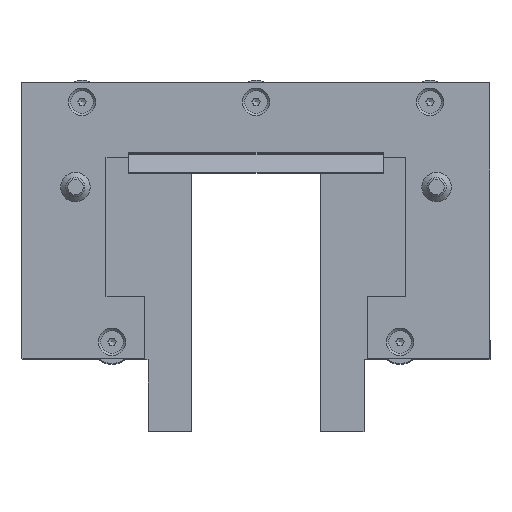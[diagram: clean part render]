
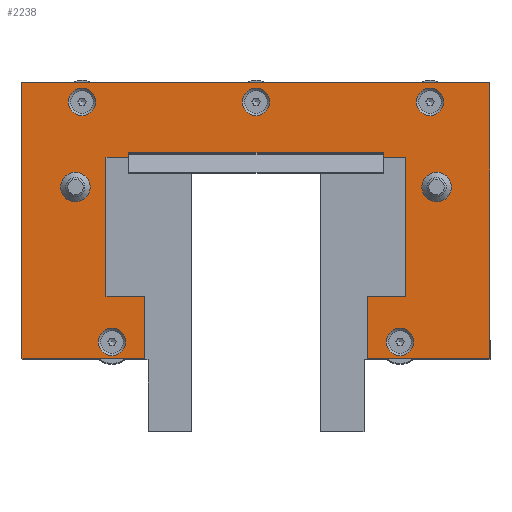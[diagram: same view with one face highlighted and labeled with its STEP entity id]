
A CAD part, top view. The second image highlights one B-rep face of the part: STEP entity #2238.
In plain terms, the highlighted face is planar.
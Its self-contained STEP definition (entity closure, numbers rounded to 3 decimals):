
#267=FACE_BOUND('',#495,.T.);
#268=FACE_BOUND('',#496,.T.);
#269=FACE_BOUND('',#497,.T.);
#270=FACE_BOUND('',#498,.T.);
#271=FACE_BOUND('',#499,.T.);
#272=FACE_BOUND('',#500,.T.);
#273=FACE_BOUND('',#501,.T.);
#297=PLANE('',#2574);
#373=FACE_OUTER_BOUND('',#494,.T.);
#494=EDGE_LOOP('',(#1626,#1627,#1628,#1629,#1630,#1631,#1632,#1633,#1634,
#1635,#1636,#1637));
#495=EDGE_LOOP('',(#1638));
#496=EDGE_LOOP('',(#1639));
#497=EDGE_LOOP('',(#1640));
#498=EDGE_LOOP('',(#1641));
#499=EDGE_LOOP('',(#1642));
#500=EDGE_LOOP('',(#1643));
#501=EDGE_LOOP('',(#1644));
#645=LINE('',#3531,#831);
#646=LINE('',#3533,#832);
#647=LINE('',#3535,#833);
#648=LINE('',#3537,#834);
#649=LINE('',#3539,#835);
#650=LINE('',#3541,#836);
#651=LINE('',#3543,#837);
#652=LINE('',#3545,#838);
#653=LINE('',#3547,#839);
#654=LINE('',#3549,#840);
#655=LINE('',#3551,#841);
#656=LINE('',#3552,#842);
#831=VECTOR('',#2855,10.);
#832=VECTOR('',#2856,10.);
#833=VECTOR('',#2857,10.);
#834=VECTOR('',#2858,10.);
#835=VECTOR('',#2859,10.);
#836=VECTOR('',#2860,10.);
#837=VECTOR('',#2861,10.);
#838=VECTOR('',#2862,10.);
#839=VECTOR('',#2863,10.);
#840=VECTOR('',#2864,10.);
#841=VECTOR('',#2865,10.);
#842=VECTOR('',#2866,10.);
#1011=CIRCLE('',#2555,6.15);
#1013=CIRCLE('',#2558,6.15);
#1014=CIRCLE('',#2560,5.75);
#1016=CIRCLE('',#2563,5.75);
#1018=CIRCLE('',#2566,5.75);
#1020=CIRCLE('',#2569,5.75);
#1022=CIRCLE('',#2572,5.75);
#1096=VERTEX_POINT('',#3489);
#1098=VERTEX_POINT('',#3495);
#1099=VERTEX_POINT('',#3499);
#1101=VERTEX_POINT('',#3505);
#1103=VERTEX_POINT('',#3511);
#1105=VERTEX_POINT('',#3517);
#1107=VERTEX_POINT('',#3523);
#1109=VERTEX_POINT('',#3529);
#1110=VERTEX_POINT('',#3530);
#1111=VERTEX_POINT('',#3532);
#1112=VERTEX_POINT('',#3534);
#1113=VERTEX_POINT('',#3536);
#1114=VERTEX_POINT('',#3538);
#1115=VERTEX_POINT('',#3540);
#1116=VERTEX_POINT('',#3542);
#1117=VERTEX_POINT('',#3544);
#1118=VERTEX_POINT('',#3546);
#1119=VERTEX_POINT('',#3548);
#1120=VERTEX_POINT('',#3550);
#1297=EDGE_CURVE('',#1096,#1096,#1011,.T.);
#1300=EDGE_CURVE('',#1098,#1098,#1013,.T.);
#1301=EDGE_CURVE('',#1099,#1099,#1014,.T.);
#1304=EDGE_CURVE('',#1101,#1101,#1016,.T.);
#1307=EDGE_CURVE('',#1103,#1103,#1018,.T.);
#1310=EDGE_CURVE('',#1105,#1105,#1020,.T.);
#1313=EDGE_CURVE('',#1107,#1107,#1022,.T.);
#1316=EDGE_CURVE('',#1109,#1110,#645,.T.);
#1317=EDGE_CURVE('',#1110,#1111,#646,.T.);
#1318=EDGE_CURVE('',#1111,#1112,#647,.T.);
#1319=EDGE_CURVE('',#1112,#1113,#648,.T.);
#1320=EDGE_CURVE('',#1113,#1114,#649,.T.);
#1321=EDGE_CURVE('',#1114,#1115,#650,.T.);
#1322=EDGE_CURVE('',#1115,#1116,#651,.T.);
#1323=EDGE_CURVE('',#1116,#1117,#652,.T.);
#1324=EDGE_CURVE('',#1117,#1118,#653,.T.);
#1325=EDGE_CURVE('',#1118,#1119,#654,.T.);
#1326=EDGE_CURVE('',#1119,#1120,#655,.T.);
#1327=EDGE_CURVE('',#1120,#1109,#656,.T.);
#1626=ORIENTED_EDGE('',*,*,#1316,.T.);
#1627=ORIENTED_EDGE('',*,*,#1317,.T.);
#1628=ORIENTED_EDGE('',*,*,#1318,.T.);
#1629=ORIENTED_EDGE('',*,*,#1319,.T.);
#1630=ORIENTED_EDGE('',*,*,#1320,.T.);
#1631=ORIENTED_EDGE('',*,*,#1321,.T.);
#1632=ORIENTED_EDGE('',*,*,#1322,.T.);
#1633=ORIENTED_EDGE('',*,*,#1323,.T.);
#1634=ORIENTED_EDGE('',*,*,#1324,.T.);
#1635=ORIENTED_EDGE('',*,*,#1325,.T.);
#1636=ORIENTED_EDGE('',*,*,#1326,.T.);
#1637=ORIENTED_EDGE('',*,*,#1327,.T.);
#1638=ORIENTED_EDGE('',*,*,#1297,.T.);
#1639=ORIENTED_EDGE('',*,*,#1300,.T.);
#1640=ORIENTED_EDGE('',*,*,#1301,.T.);
#1641=ORIENTED_EDGE('',*,*,#1304,.T.);
#1642=ORIENTED_EDGE('',*,*,#1307,.T.);
#1643=ORIENTED_EDGE('',*,*,#1310,.T.);
#1644=ORIENTED_EDGE('',*,*,#1313,.T.);
#2238=ADVANCED_FACE('',(#373,#267,#268,#269,#270,#271,#272,#273),#297,.T.);
#2555=AXIS2_PLACEMENT_3D('',#3491,#2809,#2810);
#2558=AXIS2_PLACEMENT_3D('',#3497,#2816,#2817);
#2560=AXIS2_PLACEMENT_3D('',#3500,#2820,#2821);
#2563=AXIS2_PLACEMENT_3D('',#3506,#2827,#2828);
#2566=AXIS2_PLACEMENT_3D('',#3512,#2834,#2835);
#2569=AXIS2_PLACEMENT_3D('',#3518,#2841,#2842);
#2572=AXIS2_PLACEMENT_3D('',#3524,#2848,#2849);
#2574=AXIS2_PLACEMENT_3D('',#3528,#2853,#2854);
#2809=DIRECTION('center_axis',(0.,1.,0.));
#2810=DIRECTION('ref_axis',(1.,0.,0.));
#2816=DIRECTION('center_axis',(0.,1.,0.));
#2817=DIRECTION('ref_axis',(1.,0.,0.));
#2820=DIRECTION('center_axis',(0.,1.,0.));
#2821=DIRECTION('ref_axis',(1.,0.,0.));
#2827=DIRECTION('center_axis',(0.,1.,0.));
#2828=DIRECTION('ref_axis',(1.,0.,0.));
#2834=DIRECTION('center_axis',(0.,1.,0.));
#2835=DIRECTION('ref_axis',(1.,0.,0.));
#2841=DIRECTION('center_axis',(0.,1.,0.));
#2842=DIRECTION('ref_axis',(1.,0.,0.));
#2848=DIRECTION('center_axis',(0.,1.,0.));
#2849=DIRECTION('ref_axis',(1.,0.,0.));
#2853=DIRECTION('center_axis',(0.,-1.,0.));
#2854=DIRECTION('ref_axis',(0.,0.,-1.));
#2855=DIRECTION('',(0.,0.,1.));
#2856=DIRECTION('',(1.,0.,0.));
#2857=DIRECTION('',(0.,0.,-1.));
#2858=DIRECTION('',(-1.,0.,0.));
#2859=DIRECTION('',(0.,0.,-1.));
#2860=DIRECTION('',(1.,0.,0.));
#2861=DIRECTION('',(0.,0.,1.));
#2862=DIRECTION('',(-1.,0.,0.));
#2863=DIRECTION('',(0.,0.,-1.));
#2864=DIRECTION('',(1.,0.,0.));
#2865=DIRECTION('',(0.,0.,1.));
#2866=DIRECTION('',(-1.,0.,0.));
#3489=CARTESIAN_POINT('',(69.1,-1.5,14.));
#3491=CARTESIAN_POINT('Origin',(75.25,-1.5,14.));
#3495=CARTESIAN_POINT('',(-81.4,-1.5,14.));
#3497=CARTESIAN_POINT('Origin',(-75.25,-1.5,14.));
#3499=CARTESIAN_POINT('',(-65.75,-1.5,-50.5));
#3500=CARTESIAN_POINT('Origin',(-60.,-1.5,-50.5));
#3505=CARTESIAN_POINT('',(66.75,-1.5,49.5));
#3506=CARTESIAN_POINT('Origin',(72.5,-1.5,49.5));
#3511=CARTESIAN_POINT('',(-5.75,-1.5,49.5));
#3512=CARTESIAN_POINT('Origin',(0.,-1.5,49.5));
#3517=CARTESIAN_POINT('',(-78.25,-1.5,49.5));
#3518=CARTESIAN_POINT('Origin',(-72.5,-1.5,49.5));
#3523=CARTESIAN_POINT('',(54.25,-1.5,-50.5));
#3524=CARTESIAN_POINT('Origin',(60.,-1.5,-50.5));
#3528=CARTESIAN_POINT('Origin',(0.,-1.5,0.));
#3529=CARTESIAN_POINT('',(-62.5,-1.5,-31.5));
#3530=CARTESIAN_POINT('',(-62.5,-1.5,26.5));
#3531=CARTESIAN_POINT('',(-62.5,-1.5,26.5));
#3532=CARTESIAN_POINT('',(62.5,-1.5,26.5));
#3533=CARTESIAN_POINT('',(62.5,-1.5,26.5));
#3534=CARTESIAN_POINT('',(62.5,-1.5,-31.5));
#3535=CARTESIAN_POINT('',(62.5,-1.5,-31.5));
#3536=CARTESIAN_POINT('',(46.5,-1.5,-31.5));
#3537=CARTESIAN_POINT('',(46.5,-1.5,-31.5));
#3538=CARTESIAN_POINT('',(46.5,-1.5,-57.5));
#3539=CARTESIAN_POINT('',(46.5,-1.5,-57.5));
#3540=CARTESIAN_POINT('',(97.5,-1.5,-57.5));
#3541=CARTESIAN_POINT('',(97.5,-1.5,-57.5));
#3542=CARTESIAN_POINT('',(97.5,-1.5,57.5));
#3543=CARTESIAN_POINT('',(97.5,-1.5,57.5));
#3544=CARTESIAN_POINT('',(-97.5,-1.5,57.5));
#3545=CARTESIAN_POINT('',(-97.5,-1.5,57.5));
#3546=CARTESIAN_POINT('',(-97.5,-1.5,-57.5));
#3547=CARTESIAN_POINT('',(-97.5,-1.5,-57.5));
#3548=CARTESIAN_POINT('',(-46.5,-1.5,-57.5));
#3549=CARTESIAN_POINT('',(-46.5,-1.5,-57.5));
#3550=CARTESIAN_POINT('',(-46.5,-1.5,-31.5));
#3551=CARTESIAN_POINT('',(-46.5,-1.5,-31.5));
#3552=CARTESIAN_POINT('',(-62.5,-1.5,-31.5));
